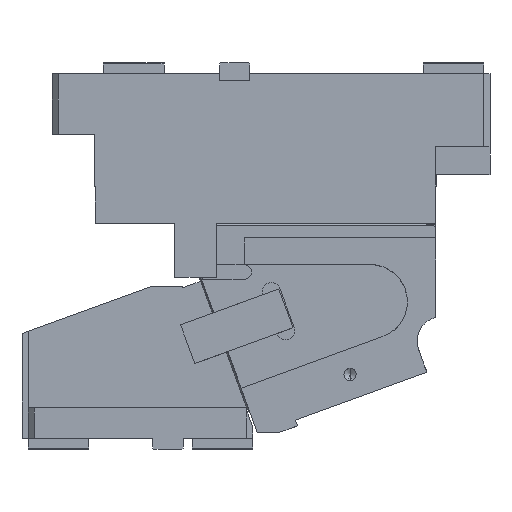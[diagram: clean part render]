
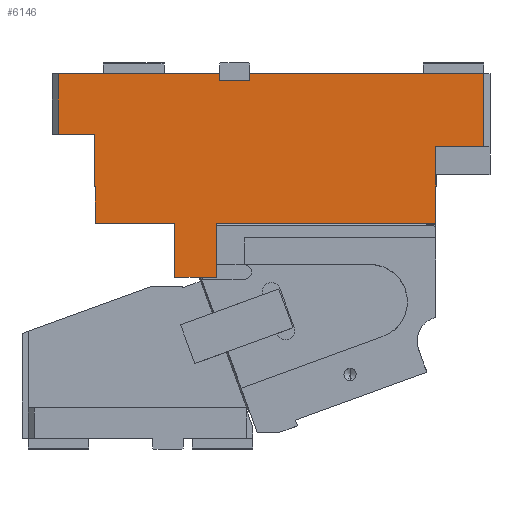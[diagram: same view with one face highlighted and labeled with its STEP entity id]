
A CAD part, front view. The second image highlights one B-rep face of the part: STEP entity #6146.
In plain terms, the highlighted planar face has unit normal (0, -1, 0).
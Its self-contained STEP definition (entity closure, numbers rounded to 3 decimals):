
#61=CARTESIAN_POINT('Vertex',(134.77,-82.5,-123.08)) ;
#66=CARTESIAN_POINT('Line Origine',(134.77,-82.5,-145.33)) ;
#70=CARTESIAN_POINT('Vertex',(134.77,-82.5,-167.58)) ;
#113=CARTESIAN_POINT('Line Origine',(117.77,-82.5,-167.58)) ;
#117=CARTESIAN_POINT('Vertex',(100.77,-82.5,-167.58)) ;
#227=CARTESIAN_POINT('Vertex',(315.27,-82.5,-123.08)) ;
#230=CARTESIAN_POINT('Line Origine',(225.02,-82.5,-123.08)) ;
#246=CARTESIAN_POINT('Vertex',(100.77,-82.5,-123.08)) ;
#249=CARTESIAN_POINT('Line Origine',(68.02,-82.5,-123.08)) ;
#253=CARTESIAN_POINT('Vertex',(35.27,-82.5,-123.08)) ;
#465=CARTESIAN_POINT('Line Origine',(35.27,-82.5,-108.08)) ;
#469=CARTESIAN_POINT('Vertex',(35.27,-82.5,-93.08)) ;
#501=CARTESIAN_POINT('Vertex',(35.,-82.5,-50.)) ;
#529=CARTESIAN_POINT('Vertex',(35.,-82.5,-93.08)) ;
#532=CARTESIAN_POINT('Line Origine',(35.,-82.5,-71.54)) ;
#551=CARTESIAN_POINT('Line Origine',(20.,-82.5,-50.)) ;
#555=CARTESIAN_POINT('Vertex',(5.,-82.5,-50.)) ;
#631=CARTESIAN_POINT('Line Origine',(5.,-82.5,-25.)) ;
#635=CARTESIAN_POINT('Vertex',(5.,-82.5,0.)) ;
#659=CARTESIAN_POINT('Vertex',(137.5,-82.5,0.)) ;
#664=CARTESIAN_POINT('Line Origine',(137.5,-82.5,-3.)) ;
#668=CARTESIAN_POINT('Vertex',(137.5,-82.5,-6.)) ;
#701=CARTESIAN_POINT('Vertex',(162.5,-82.5,0.)) ;
#715=CARTESIAN_POINT('Vertex',(162.5,-82.5,-6.)) ;
#718=CARTESIAN_POINT('Line Origine',(162.5,-82.5,-3.)) ;
#735=CARTESIAN_POINT('Line Origine',(355.,-82.5,-30.05)) ;
#739=CARTESIAN_POINT('Vertex',(355.,-82.5,-60.1)) ;
#741=CARTESIAN_POINT('Vertex',(355.,-82.5,0.)) ;
#779=CARTESIAN_POINT('Vertex',(315.27,-82.5,-60.1)) ;
#796=CARTESIAN_POINT('Line Origine',(335.135,-82.5,-60.1)) ;
#851=CARTESIAN_POINT('Line Origine',(315.27,-82.5,-91.59)) ;
#5970=CARTESIAN_POINT('Line Origine',(258.75,-82.5,0.)) ;
#6020=CARTESIAN_POINT('Line Origine',(150.,-82.5,-6.)) ;
#6037=CARTESIAN_POINT('Line Origine',(71.25,-82.5,0.)) ;
#6084=CARTESIAN_POINT('Line Origine',(35.135,-82.5,-93.08)) ;
#6107=CARTESIAN_POINT('Line Origine',(100.77,-82.5,-145.33)) ;
#6121=CARTESIAN_POINT('Axis2P3D Location',(0.,-82.5,0.)) ;
#67=DIRECTION('Vector Direction',(0.,0.,1.)) ;
#114=DIRECTION('Vector Direction',(1.,0.,0.)) ;
#231=DIRECTION('Vector Direction',(-1.,0.,0.)) ;
#250=DIRECTION('Vector Direction',(-1.,0.,0.)) ;
#466=DIRECTION('Vector Direction',(0.,0.,1.)) ;
#533=DIRECTION('Vector Direction',(0.,0.,-1.)) ;
#552=DIRECTION('Vector Direction',(1.,0.,0.)) ;
#632=DIRECTION('Vector Direction',(0.,0.,-1.)) ;
#665=DIRECTION('Vector Direction',(0.,0.,1.)) ;
#719=DIRECTION('Vector Direction',(0.,0.,-1.)) ;
#736=DIRECTION('Vector Direction',(0.,0.,1.)) ;
#797=DIRECTION('Vector Direction',(1.,0.,0.)) ;
#852=DIRECTION('Vector Direction',(0.,0.,-1.)) ;
#5971=DIRECTION('Vector Direction',(1.,0.,0.)) ;
#6021=DIRECTION('Vector Direction',(1.,0.,0.)) ;
#6038=DIRECTION('Vector Direction',(1.,0.,0.)) ;
#6085=DIRECTION('Vector Direction',(-1.,0.,0.)) ;
#6108=DIRECTION('Vector Direction',(0.,0.,1.)) ;
#6122=DIRECTION('Axis2P3D Direction',(0.,1.,0.)) ;
#6123=DIRECTION('Axis2P3D XDirection',(0.,0.,1.)) ;
#6124=AXIS2_PLACEMENT_3D('Plane Axis2P3D',#6121,#6122,#6123) ;
#6127=ORIENTED_EDGE('',*,*,#234,.T.) ;
#6128=ORIENTED_EDGE('',*,*,#855,.T.) ;
#6129=ORIENTED_EDGE('',*,*,#800,.T.) ;
#6130=ORIENTED_EDGE('',*,*,#743,.T.) ;
#6131=ORIENTED_EDGE('',*,*,#5974,.F.) ;
#6132=ORIENTED_EDGE('',*,*,#722,.T.) ;
#6133=ORIENTED_EDGE('',*,*,#6024,.F.) ;
#6134=ORIENTED_EDGE('',*,*,#670,.T.) ;
#6135=ORIENTED_EDGE('',*,*,#6041,.F.) ;
#6136=ORIENTED_EDGE('',*,*,#637,.T.) ;
#6137=ORIENTED_EDGE('',*,*,#557,.T.) ;
#6138=ORIENTED_EDGE('',*,*,#536,.T.) ;
#6139=ORIENTED_EDGE('',*,*,#6088,.F.) ;
#6140=ORIENTED_EDGE('',*,*,#471,.T.) ;
#6141=ORIENTED_EDGE('',*,*,#255,.T.) ;
#6142=ORIENTED_EDGE('',*,*,#6111,.F.) ;
#6143=ORIENTED_EDGE('',*,*,#119,.T.) ;
#6144=ORIENTED_EDGE('',*,*,#72,.T.) ;
#68=VECTOR('Line Direction',#67,1.) ;
#115=VECTOR('Line Direction',#114,1.) ;
#232=VECTOR('Line Direction',#231,1.) ;
#251=VECTOR('Line Direction',#250,1.) ;
#467=VECTOR('Line Direction',#466,1.) ;
#534=VECTOR('Line Direction',#533,1.) ;
#553=VECTOR('Line Direction',#552,1.) ;
#633=VECTOR('Line Direction',#632,1.) ;
#666=VECTOR('Line Direction',#665,1.) ;
#720=VECTOR('Line Direction',#719,1.) ;
#737=VECTOR('Line Direction',#736,1.) ;
#798=VECTOR('Line Direction',#797,1.) ;
#853=VECTOR('Line Direction',#852,1.) ;
#5972=VECTOR('Line Direction',#5971,1.) ;
#6022=VECTOR('Line Direction',#6021,1.) ;
#6039=VECTOR('Line Direction',#6038,1.) ;
#6086=VECTOR('Line Direction',#6085,1.) ;
#6109=VECTOR('Line Direction',#6108,1.) ;
#6146=ADVANCED_FACE('CAM HOLDER',(#6145),#6125,.F.) ;
#72=EDGE_CURVE('',#71,#62,#69,.T.) ;
#119=EDGE_CURVE('',#118,#71,#116,.T.) ;
#234=EDGE_CURVE('',#62,#228,#233,.F.) ;
#255=EDGE_CURVE('',#254,#247,#252,.F.) ;
#471=EDGE_CURVE('',#470,#254,#468,.F.) ;
#536=EDGE_CURVE('',#502,#530,#535,.T.) ;
#557=EDGE_CURVE('',#556,#502,#554,.T.) ;
#637=EDGE_CURVE('',#636,#556,#634,.T.) ;
#670=EDGE_CURVE('',#669,#660,#667,.T.) ;
#722=EDGE_CURVE('',#702,#716,#721,.T.) ;
#743=EDGE_CURVE('',#740,#742,#738,.T.) ;
#800=EDGE_CURVE('',#780,#740,#799,.T.) ;
#855=EDGE_CURVE('',#228,#780,#854,.F.) ;
#5974=EDGE_CURVE('',#702,#742,#5973,.T.) ;
#6024=EDGE_CURVE('',#669,#716,#6023,.T.) ;
#6041=EDGE_CURVE('',#636,#660,#6040,.T.) ;
#6088=EDGE_CURVE('',#470,#530,#6087,.T.) ;
#6111=EDGE_CURVE('',#118,#247,#6110,.T.) ;
#6126=EDGE_LOOP('',(#6127,#6128,#6129,#6130,#6131,#6132,#6133,#6134,#6135,#6136,#6137,#6138,#6139,#6140,#6141,#6142,#6143,#6144)) ;
#6145=FACE_OUTER_BOUND('',#6126,.T.) ;
#69=LINE('Line',#66,#68) ;
#116=LINE('Line',#113,#115) ;
#233=LINE('Line',#230,#232) ;
#252=LINE('Line',#249,#251) ;
#468=LINE('Line',#465,#467) ;
#535=LINE('Line',#532,#534) ;
#554=LINE('Line',#551,#553) ;
#634=LINE('Line',#631,#633) ;
#667=LINE('Line',#664,#666) ;
#721=LINE('Line',#718,#720) ;
#738=LINE('Line',#735,#737) ;
#799=LINE('Line',#796,#798) ;
#854=LINE('Line',#851,#853) ;
#5973=LINE('Line',#5970,#5972) ;
#6023=LINE('Line',#6020,#6022) ;
#6040=LINE('Line',#6037,#6039) ;
#6087=LINE('Line',#6084,#6086) ;
#6110=LINE('Line',#6107,#6109) ;
#6125=PLANE('Plane',#6124) ;
#62=VERTEX_POINT('',#61) ;
#71=VERTEX_POINT('',#70) ;
#118=VERTEX_POINT('',#117) ;
#228=VERTEX_POINT('',#227) ;
#247=VERTEX_POINT('',#246) ;
#254=VERTEX_POINT('',#253) ;
#470=VERTEX_POINT('',#469) ;
#502=VERTEX_POINT('',#501) ;
#530=VERTEX_POINT('',#529) ;
#556=VERTEX_POINT('',#555) ;
#636=VERTEX_POINT('',#635) ;
#660=VERTEX_POINT('',#659) ;
#669=VERTEX_POINT('',#668) ;
#702=VERTEX_POINT('',#701) ;
#716=VERTEX_POINT('',#715) ;
#740=VERTEX_POINT('',#739) ;
#742=VERTEX_POINT('',#741) ;
#780=VERTEX_POINT('',#779) ;
